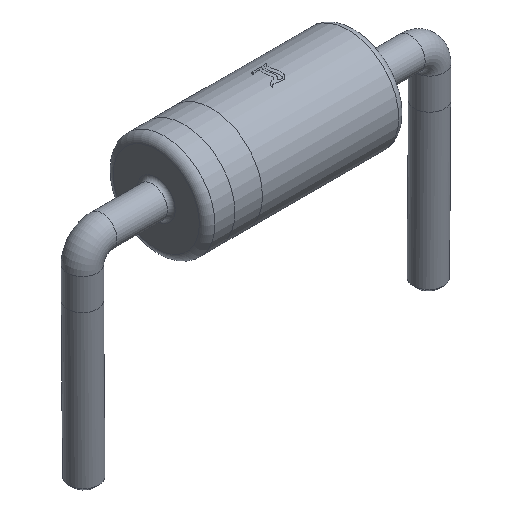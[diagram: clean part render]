
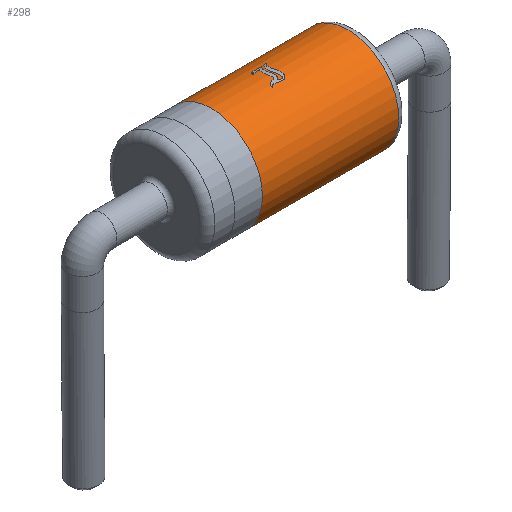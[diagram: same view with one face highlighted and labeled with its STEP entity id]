
A CAD part, isometric view. The second image highlights one B-rep face of the part: STEP entity #298.
In plain terms, the highlighted cylindrical face has radius 1.3 mm (diameter 2.6 mm), a full revolution.
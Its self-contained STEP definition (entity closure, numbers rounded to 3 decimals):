
#60=FACE_BOUND('',#120,.T.);
#77=CYLINDRICAL_SURFACE('',#337,1.3);
#89=FACE_OUTER_BOUND('',#119,.T.);
#119=EDGE_LOOP('',(#237));
#120=EDGE_LOOP('',(#238));
#164=CIRCLE('',#334,1.3);
#166=CIRCLE('',#338,1.3);
#186=VERTEX_POINT('',#515);
#188=VERTEX_POINT('',#521);
#210=EDGE_CURVE('',#186,#186,#164,.T.);
#212=EDGE_CURVE('',#188,#188,#166,.T.);
#237=ORIENTED_EDGE('',*,*,#210,.T.);
#238=ORIENTED_EDGE('',*,*,#212,.F.);
#298=ADVANCED_FACE('',(#89,#60),#77,.T.);
#334=AXIS2_PLACEMENT_3D('',#516,#396,#397);
#337=AXIS2_PLACEMENT_3D('',#520,#402,#403);
#338=AXIS2_PLACEMENT_3D('',#522,#404,#405);
#396=DIRECTION('center_axis',(1.,0.,0.));
#397=DIRECTION('ref_axis',(0.,1.,0.));
#402=DIRECTION('center_axis',(1.,0.,0.));
#403=DIRECTION('ref_axis',(0.,1.,0.));
#404=DIRECTION('center_axis',(1.,0.,0.));
#405=DIRECTION('ref_axis',(0.,-1.,0.));
#515=CARTESIAN_POINT('',(-1.135,0.,0.));
#516=CARTESIAN_POINT('Origin',(-1.135,1.3,0.));
#520=CARTESIAN_POINT('Origin',(0.,1.3,0.));
#521=CARTESIAN_POINT('',(2.35,2.6,0.));
#522=CARTESIAN_POINT('Origin',(2.35,1.3,0.));
